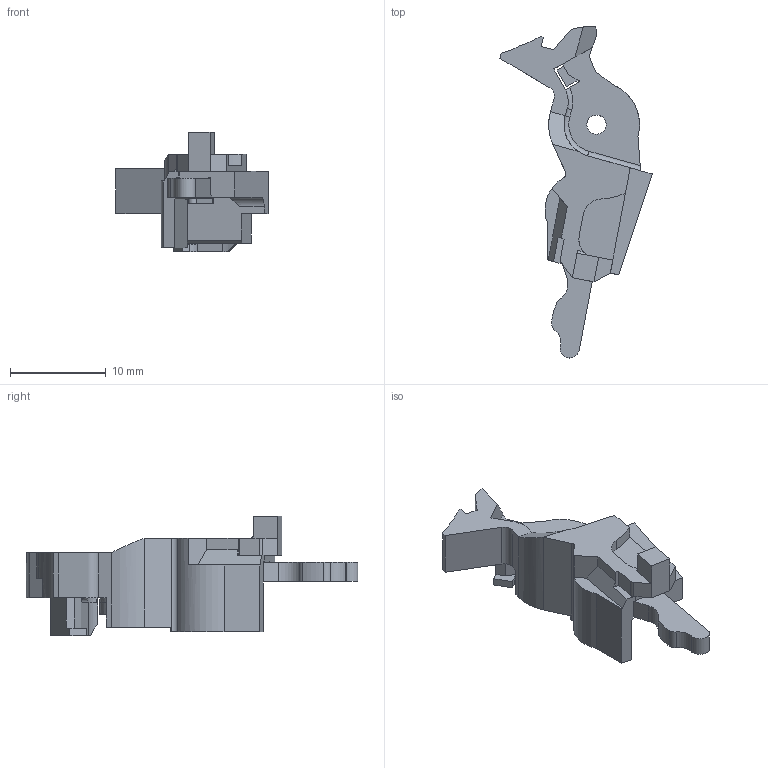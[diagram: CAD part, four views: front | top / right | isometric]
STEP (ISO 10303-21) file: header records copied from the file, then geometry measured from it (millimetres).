
FILE_DESCRIPTION((''),'2;1');
FILE_NAME('SE_CONTACT_M_ASM','2015-02-26T',('SESA69708'),('Schneider-Electric'),'PRO/ENGINEER BY PARAMETRIC TECHNOLOGY CORPORATION, 2012420','PRO/ENGINEER BY PARAMETRIC TECHNOLOGY CORPORATION, 2012420','');
FILE_SCHEMA(('CONFIG_CONTROL_DESIGN'));
Length unit declared in the file: millimetre
Products named in the file (3): PORTE_CM_AF0; CM_AF1; SE_CONTACT_M_ASM
Assembly tree (2 placements, depth 2):
  SE_CONTACT_M_ASM
    PORTE_CM_AF0
    CM_AF1
Bounding box: 15.92 x 34.69 x 12.5 mm (x, y, z)
Volume: 971.9 mm3; surface area: 1451 mm2
Topology: 2 solids, 2 shells, 175 faces, 503 edges, 332 vertices
Faces by surface type: plane 104, cylinder 50, torus 7, revolution 5, bspline 4, extrusion 3, cone 2
Entity records: 6391 total; most frequent: CARTESIAN_POINT 1685, ORIENTED_EDGE 1006, DIRECTION 933, EDGE_CURVE 503, VERTEX_POINT 332, VECTOR 330, LINE 327, AXIS2_PLACEMENT_3D 299
